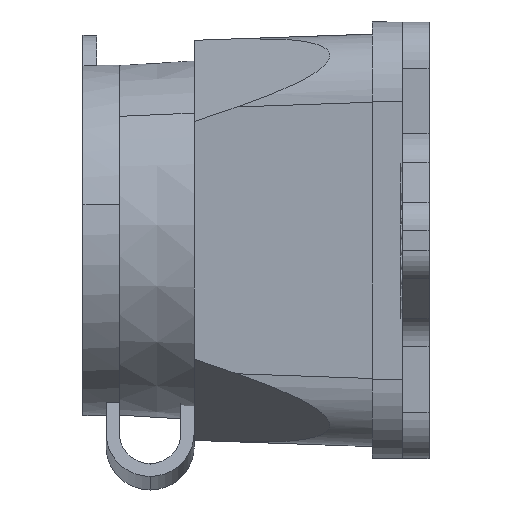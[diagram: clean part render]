
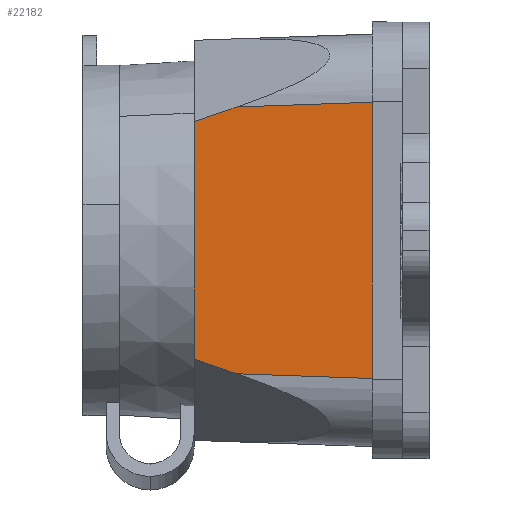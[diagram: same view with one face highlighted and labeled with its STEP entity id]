
A CAD part, left-side view. The second image highlights one B-rep face of the part: STEP entity #22182.
In plain terms, the highlighted planar face has unit normal (-0.999, 0.035, 0).
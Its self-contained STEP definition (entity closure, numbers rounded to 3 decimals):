
#1944 = DIRECTION ( 'NONE',  ( 0., 0., 1. ) ) ;
#3347 = DIRECTION ( 'NONE',  ( 0., 0., 1. ) ) ;
#6335 = EDGE_CURVE ( 'NONE', #29538, #68959, #21659, .T. ) ;
#7054 = CARTESIAN_POINT ( 'NONE',  ( -60.509, 29.006, -20.166 ) ) ;
#7909 = CARTESIAN_POINT ( 'NONE',  ( -60.283, 35.5, 17.961 ) ) ;
#10294 = LINE ( 'NONE', #72530, #69928 ) ;
#14148 = LINE ( 'NONE', #72987, #43097 ) ;
#14995 = EDGE_CURVE ( 'NONE', #62282, #51628, #27457, .T. ) ;
#16683 = FACE_OUTER_BOUND ( 'NONE', #37671, .T. ) ;
#17232 = ORIENTED_EDGE ( 'NONE', *, *, #35581, .T. ) ;
#17378 = CARTESIAN_POINT ( 'NONE',  ( -60.761, 21.796, 22.613 ) ) ;
#17832 = VECTOR ( 'NONE', #70281, 1000. ) ;
#19831 = VECTOR ( 'NONE', #60274, 1000. ) ;
#21659 = LINE ( 'NONE', #27026, #19831 ) ;
#22182 = ADVANCED_FACE ( 'NONE', ( #16683 ), #41054, .T. ) ;
#22586 = EDGE_CURVE ( 'NONE', #29538, #43863, #10294, .T. ) ;
#26532 = EDGE_CURVE ( 'NONE', #43863, #56807, #41569, .T. ) ;
#27026 = CARTESIAN_POINT ( 'NONE',  ( -61.427, 2.732, -29.084 ) ) ;
#27457 = LINE ( 'NONE', #60011, #69847 ) ;
#29538 = VERTEX_POINT ( 'NONE', #74619 ) ;
#29919 = ORIENTED_EDGE ( 'NONE', *, *, #6335, .T. ) ;
#29930 = ORIENTED_EDGE ( 'NONE', *, *, #26532, .F. ) ;
#33208 = CARTESIAN_POINT ( 'NONE',  ( -61.222, 8.6, 20.878 ) ) ;
#33256 = LINE ( 'NONE', #64491, #17832 ) ;
#35512 = DIRECTION ( 'NONE',  ( -0.035, -0.999, 0. ) ) ;
#35581 = EDGE_CURVE ( 'NONE', #68959, #62282, #33256, .T. ) ;
#37671 = EDGE_LOOP ( 'NONE', ( #17232, #46346, #63111, #29930, #66150, #29919 ) ) ;
#41054 = PLANE ( 'NONE',  #46150 ) ;
#41569 = LINE ( 'NONE', #17378, #56916 ) ;
#43097 = VECTOR ( 'NONE', #44480, 1000. ) ;
#43465 = CARTESIAN_POINT ( 'NONE',  ( -60.509, 29.006, 20.166 ) ) ;
#43863 = VERTEX_POINT ( 'NONE', #7909 ) ;
#44480 = DIRECTION ( 'NONE',  ( 0.035, 0.999, -0.035 ) ) ;
#46150 = AXIS2_PLACEMENT_3D ( 'NONE', #52653, #70057, #35512 ) ;
#46346 = ORIENTED_EDGE ( 'NONE', *, *, #14995, .T. ) ;
#51628 = VERTEX_POINT ( 'NONE', #33208 ) ;
#52653 = CARTESIAN_POINT ( 'NONE',  ( -61.4, 3.5, -31.35 ) ) ;
#56807 = VERTEX_POINT ( 'NONE', #43465 ) ;
#56916 = VECTOR ( 'NONE', #63626, 1000. ) ;
#60011 = CARTESIAN_POINT ( 'NONE',  ( -61.222, 8.6, -31.35 ) ) ;
#60274 = DIRECTION ( 'NONE',  ( -0.033, -0.946, -0.321 ) ) ;
#62282 = VERTEX_POINT ( 'NONE', #65444 ) ;
#63111 = ORIENTED_EDGE ( 'NONE', *, *, #66001, .T. ) ;
#63626 = DIRECTION ( 'NONE',  ( -0.033, -0.946, 0.321 ) ) ;
#64491 = CARTESIAN_POINT ( 'NONE',  ( -61.413, 3.141, -21.069 ) ) ;
#65444 = CARTESIAN_POINT ( 'NONE',  ( -61.222, 8.6, -20.878 ) ) ;
#66001 = EDGE_CURVE ( 'NONE', #51628, #56807, #14148, .T. ) ;
#66150 = ORIENTED_EDGE ( 'NONE', *, *, #22586, .F. ) ;
#68959 = VERTEX_POINT ( 'NONE', #7054 ) ;
#69847 = VECTOR ( 'NONE', #1944, 1000. ) ;
#69928 = VECTOR ( 'NONE', #3347, 1000. ) ;
#70057 = DIRECTION ( 'NONE',  ( -0.999, 0.035, 0. ) ) ;
#70281 = DIRECTION ( 'NONE',  ( -0.035, -0.999, -0.035 ) ) ;
#72530 = CARTESIAN_POINT ( 'NONE',  ( -60.283, 35.5, -31.35 ) ) ;
#72987 = CARTESIAN_POINT ( 'NONE',  ( -61.336, 5.326, 20.993 ) ) ;
#74619 = CARTESIAN_POINT ( 'NONE',  ( -60.283, 35.5, -17.961 ) ) ;
